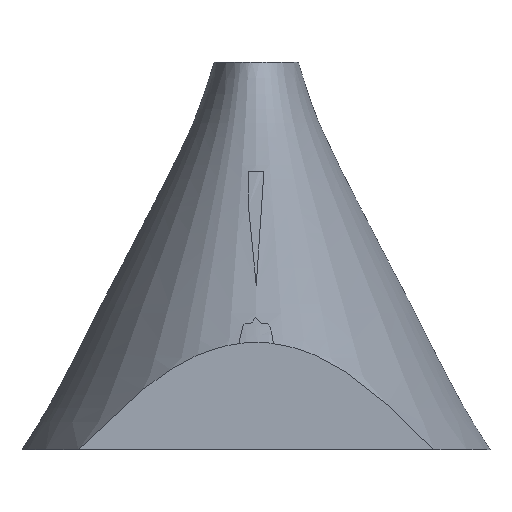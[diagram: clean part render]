
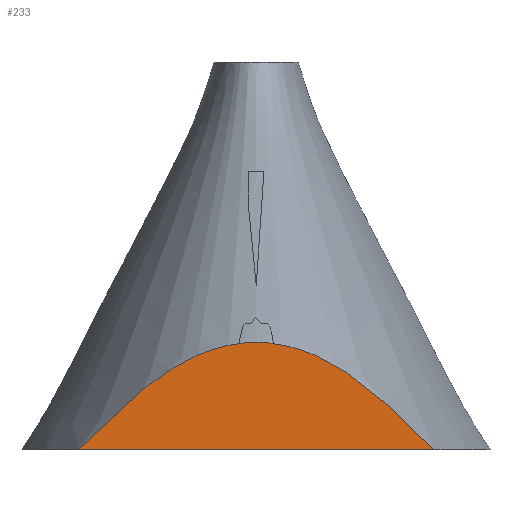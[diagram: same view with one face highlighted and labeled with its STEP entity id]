
A CAD part, front view. The second image highlights one B-rep face of the part: STEP entity #233.
In plain terms, the highlighted planar face has unit normal (0, -1, 0).
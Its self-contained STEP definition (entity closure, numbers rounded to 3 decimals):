
#17=LINE('',#2497,#18);
#18=VECTOR('',#268,10.);
#22=PLANE('',#255);
#39=FACE_OUTER_BOUND('',#53,.T.);
#53=EDGE_LOOP('',(#177,#178,#179,#180,#181,#182));
#74=B_SPLINE_CURVE_WITH_KNOTS('',3,(#2059,#2060,#2061,#2062,#2063,#2064,
#2065,#2066,#2067,#2068,#2069,#2070,#2071,#2072,#2073,#2074,#2075,#2076,
#2077,#2078,#2079,#2080,#2081,#2082,#2083,#2084,#2085,#2086,#2087,#2088,
#2089,#2090,#2091,#2092,#2093,#2094,#2095,#2096,#2097,#2098,#2099,#2100,
#2101,#2102,#2103,#2104),.UNSPECIFIED.,.F.,.F.,(4,3,3,3,3,3,3,3,3,3,3,3,
3,3,3,4),(-47.008,-45.019,-43.24,-38.229,
-36.234,-34.907,-33.766,-32.476,-31.348,
-30.955,-30.016,-29.384,-28.863,
-26.496,-24.452,-23.447),.UNSPECIFIED.);
#80=B_SPLINE_CURVE_WITH_KNOTS('',3,(#2499,#2500,#2501,#2502,#2503,#2504,
#2505,#2506,#2507,#2508),.UNSPECIFIED.,.F.,.F.,(4,2,2,2,4),(-15.317,
-10.438,-5.636,-3.41,0.),.UNSPECIFIED.);
#81=B_SPLINE_CURVE_WITH_KNOTS('',3,(#2509,#2510,#2511,#2512,#2513,#2514,
#2515,#2516,#2517,#2518),.UNSPECIFIED.,.F.,.F.,(4,3,3,4),(-32.418,
-28.85,-24.658,-24.188),.UNSPECIFIED.);
#82=B_SPLINE_CURVE_WITH_KNOTS('',3,(#2520,#2521,#2522,#2523,#2524,#2525,
#2526),.UNSPECIFIED.,.F.,.F.,(4,3,4),(-47.219,-42.863,
-38.995),.UNSPECIFIED.);
#83=B_SPLINE_CURVE_WITH_KNOTS('',3,(#2527,#2528,#2529,#2530,#2531,#2532,
#2533,#2534,#2535,#2536),.UNSPECIFIED.,.F.,.F.,(4,2,2,2,4),(-14.387,
-12.81,-10.829,-4.377,-1.408),
 .UNSPECIFIED.);
#104=VERTEX_POINT('',#1961);
#105=VERTEX_POINT('',#1962);
#108=VERTEX_POINT('',#2495);
#109=VERTEX_POINT('',#2496);
#110=VERTEX_POINT('',#2498);
#111=VERTEX_POINT('',#2519);
#131=EDGE_CURVE('',#104,#105,#74,.T.);
#137=EDGE_CURVE('',#108,#109,#17,.T.);
#138=EDGE_CURVE('',#110,#108,#80,.T.);
#139=EDGE_CURVE('',#105,#110,#81,.T.);
#140=EDGE_CURVE('',#111,#104,#82,.T.);
#141=EDGE_CURVE('',#109,#111,#83,.T.);
#177=ORIENTED_EDGE('',*,*,#137,.F.);
#178=ORIENTED_EDGE('',*,*,#138,.F.);
#179=ORIENTED_EDGE('',*,*,#139,.F.);
#180=ORIENTED_EDGE('',*,*,#131,.F.);
#181=ORIENTED_EDGE('',*,*,#140,.F.);
#182=ORIENTED_EDGE('',*,*,#141,.F.);
#233=ADVANCED_FACE('',(#39),#22,.F.);
#255=AXIS2_PLACEMENT_3D('',#2494,#266,#267);
#266=DIRECTION('center_axis',(0.,1.,0.));
#267=DIRECTION('ref_axis',(0.,0.,1.));
#268=DIRECTION('',(-1.,0.,0.));
#1961=CARTESIAN_POINT('',(-17.455,100.,106.628));
#1962=CARTESIAN_POINT('',(17.455,100.,106.628));
#2059=CARTESIAN_POINT('Ctrl Pts',(-17.455,100.,106.628));
#2060=CARTESIAN_POINT('Ctrl Pts',(-16.887,100.,106.783));
#2061=CARTESIAN_POINT('Ctrl Pts',(-16.413,100.,106.908));
#2062=CARTESIAN_POINT('Ctrl Pts',(-15.802,100.,107.038));
#2063=CARTESIAN_POINT('Ctrl Pts',(-15.254,100.,107.155));
#2064=CARTESIAN_POINT('Ctrl Pts',(-14.686,100.,107.254));
#2065=CARTESIAN_POINT('Ctrl Pts',(-14.095,100.,107.337));
#2066=CARTESIAN_POINT('Ctrl Pts',(-12.431,100.,107.569));
#2067=CARTESIAN_POINT('Ctrl Pts',(-10.535,100.,107.691));
#2068=CARTESIAN_POINT('Ctrl Pts',(-7.916,100.,107.821));
#2069=CARTESIAN_POINT('Ctrl Pts',(-6.874,100.,107.872));
#2070=CARTESIAN_POINT('Ctrl Pts',(-5.803,100.,107.922));
#2071=CARTESIAN_POINT('Ctrl Pts',(-4.746,100.,107.976));
#2072=CARTESIAN_POINT('Ctrl Pts',(-4.042,100.,108.012));
#2073=CARTESIAN_POINT('Ctrl Pts',(-3.339,100.,108.05));
#2074=CARTESIAN_POINT('Ctrl Pts',(-2.635,100.,108.086));
#2075=CARTESIAN_POINT('Ctrl Pts',(-2.031,100.,108.117));
#2076=CARTESIAN_POINT('Ctrl Pts',(-1.508,100.,108.141));
#2077=CARTESIAN_POINT('Ctrl Pts',(-1.044,100.,108.155));
#2078=CARTESIAN_POINT('Ctrl Pts',(-0.518,100.,108.171));
#2079=CARTESIAN_POINT('Ctrl Pts',(-0.049,100.,108.175));
#2080=CARTESIAN_POINT('Ctrl Pts',(0.46,100.,108.168));
#2081=CARTESIAN_POINT('Ctrl Pts',(0.905,100.,108.162));
#2082=CARTESIAN_POINT('Ctrl Pts',(1.38,100.,108.146));
#2083=CARTESIAN_POINT('Ctrl Pts',(1.95,100.,108.12));
#2084=CARTESIAN_POINT('Ctrl Pts',(2.148,100.,108.111));
#2085=CARTESIAN_POINT('Ctrl Pts',(2.443,100.,108.096));
#2086=CARTESIAN_POINT('Ctrl Pts',(2.828,100.,108.076));
#2087=CARTESIAN_POINT('Ctrl Pts',(3.747,100.,108.028));
#2088=CARTESIAN_POINT('Ctrl Pts',(5.117,100.,107.956));
#2089=CARTESIAN_POINT('Ctrl Pts',(6.398,100.,107.894));
#2090=CARTESIAN_POINT('Ctrl Pts',(7.261,100.,107.853));
#2091=CARTESIAN_POINT('Ctrl Pts',(8.084,100.,107.813));
#2092=CARTESIAN_POINT('Ctrl Pts',(8.699,100.,107.781));
#2093=CARTESIAN_POINT('Ctrl Pts',(9.206,100.,107.755));
#2094=CARTESIAN_POINT('Ctrl Pts',(9.545,100.,107.735));
#2095=CARTESIAN_POINT('Ctrl Pts',(9.907,100.,107.714));
#2096=CARTESIAN_POINT('Ctrl Pts',(11.551,100.,107.616));
#2097=CARTESIAN_POINT('Ctrl Pts',(12.789,100.,107.509));
#2098=CARTESIAN_POINT('Ctrl Pts',(13.852,100.,107.37));
#2099=CARTESIAN_POINT('Ctrl Pts',(14.769,100.,107.249));
#2100=CARTESIAN_POINT('Ctrl Pts',(15.555,100.,107.104));
#2101=CARTESIAN_POINT('Ctrl Pts',(16.357,100.,106.912));
#2102=CARTESIAN_POINT('Ctrl Pts',(16.752,100.,106.818));
#2103=CARTESIAN_POINT('Ctrl Pts',(17.097,100.,106.726));
#2104=CARTESIAN_POINT('Ctrl Pts',(17.455,100.,106.628));
#2494=CARTESIAN_POINT('Origin',(-0.074,100.,194.932));
#2495=CARTESIAN_POINT('',(178.925,100.,-0.135));
#2496=CARTESIAN_POINT('',(-178.925,100.,-0.135));
#2497=CARTESIAN_POINT('',(-0.017,100.,-0.135));
#2498=CARTESIAN_POINT('',(59.447,100.,94.931));
#2499=CARTESIAN_POINT('Ctrl Pts',(59.447,100.,94.931));
#2500=CARTESIAN_POINT('Ctrl Pts',(73.242,100.,88.905));
#2501=CARTESIAN_POINT('Ctrl Pts',(86.25,100.,81.092));
#2502=CARTESIAN_POINT('Ctrl Pts',(110.651,100.,63.623));
#2503=CARTESIAN_POINT('Ctrl Pts',(122.136,100.,53.951));
#2504=CARTESIAN_POINT('Ctrl Pts',(138.267,100.,39.345));
#2505=CARTESIAN_POINT('Ctrl Pts',(148.579,100.,29.77));
#2506=CARTESIAN_POINT('Ctrl Pts',(162.349,100.,16.732));
#2507=CARTESIAN_POINT('Ctrl Pts',(171.138,100.,8.145));
#2508=CARTESIAN_POINT('Ctrl Pts',(178.925,100.,-0.135));
#2509=CARTESIAN_POINT('Ctrl Pts',(17.455,100.,106.628));
#2510=CARTESIAN_POINT('Ctrl Pts',(23.732,100.,105.861));
#2511=CARTESIAN_POINT('Ctrl Pts',(29.963,100.,104.665));
#2512=CARTESIAN_POINT('Ctrl Pts',(36.055,100.,103.081));
#2513=CARTESIAN_POINT('Ctrl Pts',(43.212,100.,101.22));
#2514=CARTESIAN_POINT('Ctrl Pts',(50.24,100.,98.812));
#2515=CARTESIAN_POINT('Ctrl Pts',(57.134,100.,95.92));
#2516=CARTESIAN_POINT('Ctrl Pts',(57.907,100.,95.596));
#2517=CARTESIAN_POINT('Ctrl Pts',(58.678,100.,95.266));
#2518=CARTESIAN_POINT('Ctrl Pts',(59.447,100.,94.931));
#2519=CARTESIAN_POINT('',(-59.447,100.,94.931));
#2520=CARTESIAN_POINT('Ctrl Pts',(-59.447,100.,94.931));
#2521=CARTESIAN_POINT('Ctrl Pts',(-52.342,100.,98.033));
#2522=CARTESIAN_POINT('Ctrl Pts',(-45.025,100.,100.653));
#2523=CARTESIAN_POINT('Ctrl Pts',(-37.598,100.,102.671));
#2524=CARTESIAN_POINT('Ctrl Pts',(-31.004,100.,104.462));
#2525=CARTESIAN_POINT('Ctrl Pts',(-24.268,100.,105.796));
#2526=CARTESIAN_POINT('Ctrl Pts',(-17.455,100.,106.628));
#2527=CARTESIAN_POINT('Ctrl Pts',(-178.925,100.,-0.135));
#2528=CARTESIAN_POINT('Ctrl Pts',(-172.492,100.,6.706));
#2529=CARTESIAN_POINT('Ctrl Pts',(-165.387,100.,13.739));
#2530=CARTESIAN_POINT('Ctrl Pts',(-150.037,100.,28.471));
#2531=CARTESIAN_POINT('Ctrl Pts',(-141.285,100.,36.532));
#2532=CARTESIAN_POINT('Ctrl Pts',(-120.605,100.,55.513));
#2533=CARTESIAN_POINT('Ctrl Pts',(-103.816,100.,69.562));
#2534=CARTESIAN_POINT('Ctrl Pts',(-77.21,100.,86.255));
#2535=CARTESIAN_POINT('Ctrl Pts',(-68.497,100.,90.978));
#2536=CARTESIAN_POINT('Ctrl Pts',(-59.447,100.,94.931));
